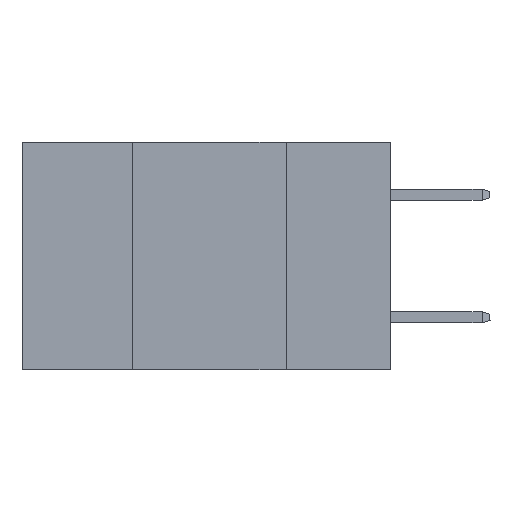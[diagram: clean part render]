
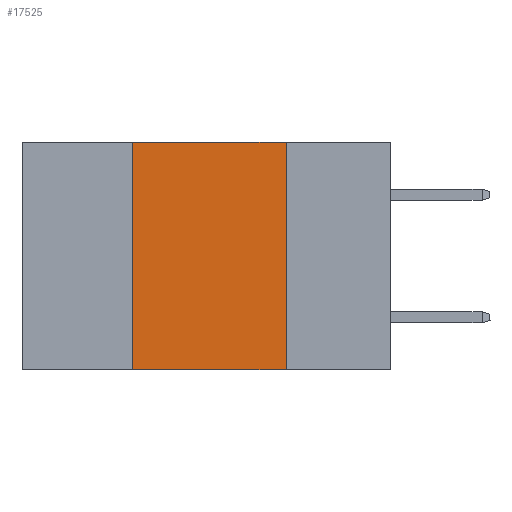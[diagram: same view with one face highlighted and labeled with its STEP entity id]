
A CAD part, left-side view. The second image highlights one B-rep face of the part: STEP entity #17525.
In plain terms, the highlighted planar face has unit normal (-1, 0, 0).
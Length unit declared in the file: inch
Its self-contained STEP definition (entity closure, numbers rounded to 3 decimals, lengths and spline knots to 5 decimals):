
#10 = CARTESIAN_POINT ( 'NONE',  ( 0., 0.17, -0.37 ) ) ;
#1407 = EDGE_CURVE ( 'NONE', #12889, #3982, #7083, .T. ) ;
#1538 = CARTESIAN_POINT ( 'NONE',  ( 0., 0.42, 0. ) ) ;
#2495 = VECTOR ( 'NONE', #28271, 39.37008 ) ;
#3707 = VERTEX_POINT ( 'NONE', #13379 ) ;
#3775 = ORIENTED_EDGE ( 'NONE', *, *, #1407, .F. ) ;
#3982 = VERTEX_POINT ( 'NONE', #10 ) ;
#4426 = DIRECTION ( 'NONE',  ( 0., 0., -1. ) ) ;
#4735 = LINE ( 'NONE', #30638, #2495 ) ;
#5526 = AXIS2_PLACEMENT_3D ( 'NONE', #25186, #10774, #29911 ) ;
#6789 = EDGE_CURVE ( 'NONE', #10086, #12889, #17037, .T. ) ;
#7083 = LINE ( 'NONE', #19024, #11141 ) ;
#9324 = ORIENTED_EDGE ( 'NONE', *, *, #6789, .F. ) ;
#9635 = CARTESIAN_POINT ( 'NONE',  ( 0., 0.6, 0. ) ) ;
#10086 = VERTEX_POINT ( 'NONE', #1538 ) ;
#10774 = DIRECTION ( 'NONE',  ( 1., 0., 0. ) ) ;
#11141 = VECTOR ( 'NONE', #4426, 39.37008 ) ;
#11928 = LINE ( 'NONE', #24150, #16169 ) ;
#12789 = EDGE_LOOP ( 'NONE', ( #3775, #9324, #14252, #22883 ) ) ;
#12889 = VERTEX_POINT ( 'NONE', #28112 ) ;
#13379 = CARTESIAN_POINT ( 'NONE',  ( 0., 0.42, -0.37 ) ) ;
#14252 = ORIENTED_EDGE ( 'NONE', *, *, #16877, .F. ) ;
#16169 = VECTOR ( 'NONE', #21643, 39.37008 ) ;
#16877 = EDGE_CURVE ( 'NONE', #3707, #10086, #4735, .T. ) ;
#17037 = LINE ( 'NONE', #9635, #22123 ) ;
#17525 = ADVANCED_FACE ( 'NONE', ( #30378 ), #17867, .F. ) ;
#17867 = PLANE ( 'NONE',  #5526 ) ;
#18816 = EDGE_CURVE ( 'NONE', #3707, #3982, #11928, .T. ) ;
#19024 = CARTESIAN_POINT ( 'NONE',  ( 0., 0.17, 0. ) ) ;
#21643 = DIRECTION ( 'NONE',  ( 0., -1., 0. ) ) ;
#22123 = VECTOR ( 'NONE', #26400, 39.37008 ) ;
#22883 = ORIENTED_EDGE ( 'NONE', *, *, #18816, .T. ) ;
#24150 = CARTESIAN_POINT ( 'NONE',  ( 0., 0.6, -0.37 ) ) ;
#25186 = CARTESIAN_POINT ( 'NONE',  ( 0., 0.6, 0. ) ) ;
#26400 = DIRECTION ( 'NONE',  ( 0., -1., 0. ) ) ;
#28112 = CARTESIAN_POINT ( 'NONE',  ( 0., 0.17, 0. ) ) ;
#28271 = DIRECTION ( 'NONE',  ( 0., 0., 1. ) ) ;
#29911 = DIRECTION ( 'NONE',  ( 0., 0., -1. ) ) ;
#30378 = FACE_OUTER_BOUND ( 'NONE', #12789, .T. ) ;
#30638 = CARTESIAN_POINT ( 'NONE',  ( 0., 0.42, 0. ) ) ;
